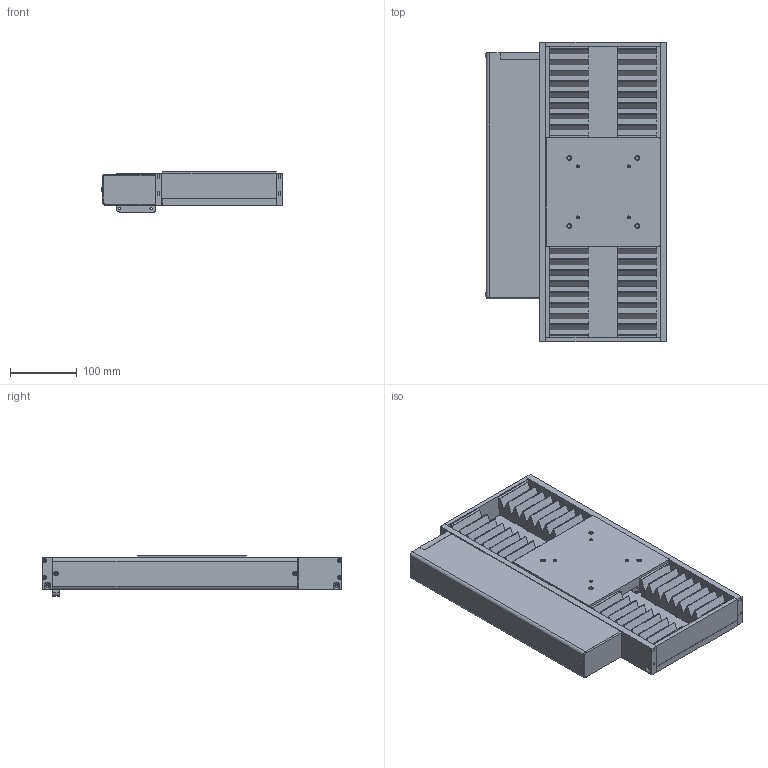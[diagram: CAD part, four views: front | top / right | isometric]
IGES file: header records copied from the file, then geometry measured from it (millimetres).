
Start section: SolidWorks IGES file using analytic representation for surfaces
Global section: file name: 0-412-2A-8.IGS; native system: SolidWorks 2019; preprocessor: SolidWorks 2019; author: Codrin; date: 200916.100711; units: inch
Bounding box: 271.74 x 447.68 x 59.83 mm (x, y, z)
Surface area: 607350.9 mm2 (no closed solid volume)
Topology: 0 solids, 0 shells, 816 faces, 13146 edges, 13098 vertices
Faces by surface type: revolution 547, bspline 269
